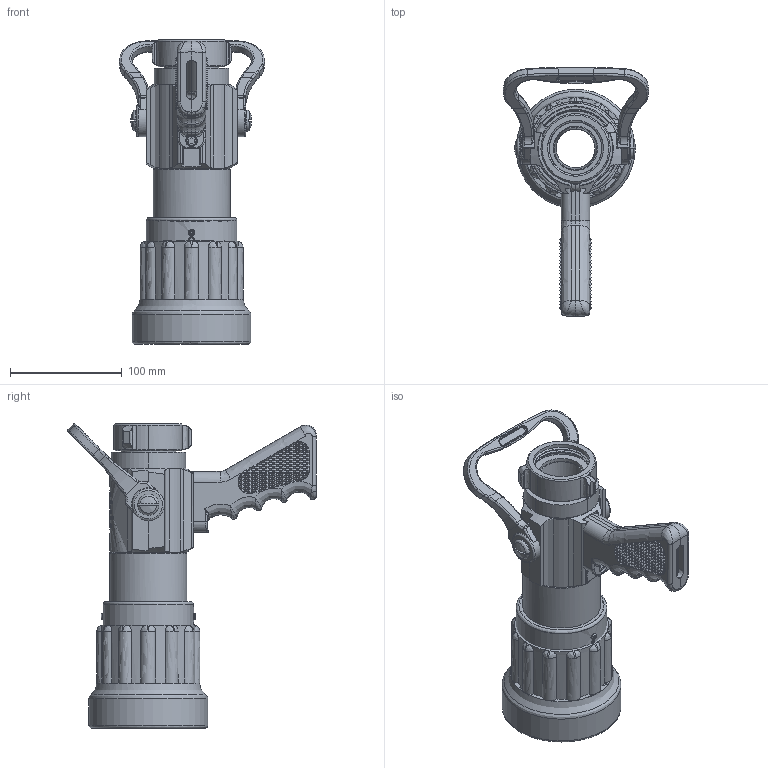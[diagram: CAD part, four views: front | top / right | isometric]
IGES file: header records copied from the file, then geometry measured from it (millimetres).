
Global section: file name: 400028.igs; preprocessor: I-DEAS 3D IGES Translator 15; date: 20120622.155656; units: inch
Bounding box: 129.78 x 222.64 x 272.09 mm (x, y, z)
Volume: 996109.7 mm3; surface area: 359396.4 mm2
Topology: 25 solids, 25 shells, 3409 faces, 7103 edges, 3824 vertices
Faces by surface type: bspline 3409
